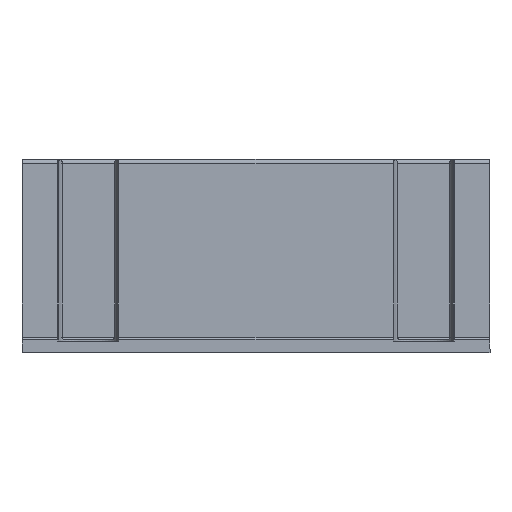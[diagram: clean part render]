
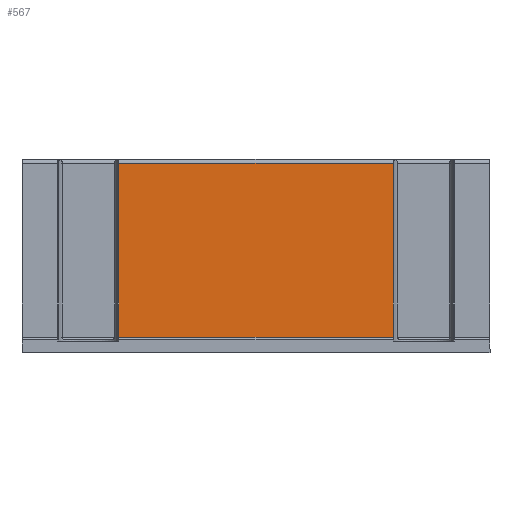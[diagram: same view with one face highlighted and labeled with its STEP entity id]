
A CAD part, left-side view. The second image highlights one B-rep face of the part: STEP entity #567.
In plain terms, the highlighted planar face has unit normal (-1, 0, 0).
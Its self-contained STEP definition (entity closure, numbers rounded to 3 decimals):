
#567 = ADVANCED_FACE ( 'NONE', ( #4876 ), #4568, .F. ) ;
#651 = VERTEX_POINT ( 'NONE', #5486 ) ;
#654 = VERTEX_POINT ( 'NONE', #5489 ) ;
#662 = VERTEX_POINT ( 'NONE', #5497 ) ;
#663 = VERTEX_POINT ( 'NONE', #5498 ) ;
#1269 = EDGE_LOOP ( 'NONE', ( #2153, #2154, #2155, #2156 ) ) ;
#2153 = ORIENTED_EDGE ( 'NONE', *, *, #2432, .T. ) ;
#2154 = ORIENTED_EDGE ( 'NONE', *, *, #2434, .T. ) ;
#2155 = ORIENTED_EDGE ( 'NONE', *, *, #2420, .F. ) ;
#2156 = ORIENTED_EDGE ( 'NONE', *, *, #2435, .T. ) ;
#2420 = EDGE_CURVE ( 'NONE', #654, #651, #4984, .T. ) ;
#2432 = EDGE_CURVE ( 'NONE', #663, #662, #5011, .T. ) ;
#2434 = EDGE_CURVE ( 'NONE', #662, #651, #5014, .T. ) ;
#2435 = EDGE_CURVE ( 'NONE', #654, #663, #5015, .T. ) ;
#4566 = CARTESIAN_POINT ( 'NONE',  ( -16.172, 152.4, 1.52 ) ) ;
#4568 = PLANE ( 'NONE',  #4691 ) ;
#4570 = DIRECTION ( 'NONE',  ( 1., 0., 0. ) ) ;
#4571 = DIRECTION ( 'NONE',  ( 0., 0., -1. ) ) ;
#4691 = AXIS2_PLACEMENT_3D ( 'NONE', #4566, #4570, #4571 ) ;
#4876 = FACE_OUTER_BOUND ( 'NONE', #1269, .T. ) ;
#4984 = LINE ( 'NONE', #5804, #4998 ) ;
#4998 = VECTOR ( 'NONE', #5803, 1000. ) ;
#5011 = LINE ( 'NONE', #5848, #5013 ) ;
#5013 = VECTOR ( 'NONE', #5845, 1000. ) ;
#5014 = LINE ( 'NONE', #5855, #5016 ) ;
#5015 = LINE ( 'NONE', #5860, #5018 ) ;
#5016 = VECTOR ( 'NONE', #5851, 1000. ) ;
#5018 = VECTOR ( 'NONE', #5861, 1000. ) ;
#5486 = CARTESIAN_POINT ( 'NONE',  ( -16.172, -13.47, 18.619 ) ) ;
#5489 = CARTESIAN_POINT ( 'NONE',  ( -16.172, 13.47, 18.619 ) ) ;
#5497 = CARTESIAN_POINT ( 'NONE',  ( -16.172, -13.47, 1.52 ) ) ;
#5498 = CARTESIAN_POINT ( 'NONE',  ( -16.172, 13.47, 1.52 ) ) ;
#5803 = DIRECTION ( 'NONE',  ( 0., -1., 0. ) ) ;
#5804 = CARTESIAN_POINT ( 'NONE',  ( -16.172, 152.4, 18.619 ) ) ;
#5845 = DIRECTION ( 'NONE',  ( 0., -1., 0. ) ) ;
#5848 = CARTESIAN_POINT ( 'NONE',  ( -16.172, 152.4, 1.52 ) ) ;
#5851 = DIRECTION ( 'NONE',  ( 0., 0., 1. ) ) ;
#5855 = CARTESIAN_POINT ( 'NONE',  ( -16.172, -13.47, 1.52 ) ) ;
#5860 = CARTESIAN_POINT ( 'NONE',  ( -16.172, 13.47, 1.52 ) ) ;
#5861 = DIRECTION ( 'NONE',  ( 0., 0., -1. ) ) ;
